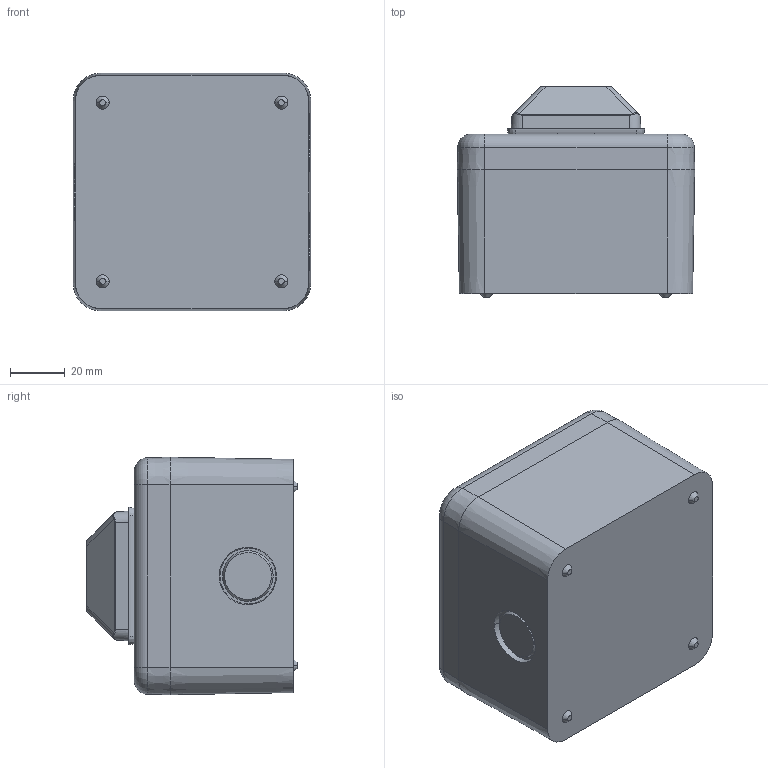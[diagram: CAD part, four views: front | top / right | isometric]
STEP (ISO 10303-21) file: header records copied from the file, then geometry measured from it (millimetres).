
FILE_DESCRIPTION (( 'STEP AP203' ), '1' );
FILE_NAME ('D246-05-201-3D_Issue_A DC Sonora Backbox_defeature.STEP', '2023-03-13T15:18:21', ( '' ), ( '' ), 'SwSTEP 2.0', 'SolidWorks 2022', '' );
FILE_SCHEMA (( 'CONFIG_CONTROL_DESIGN' ));
Length unit declared in the file: millimetre
Products named in the file (1): D246-05-201-3D_Issue_A DC Sonora Backbox_defeature
Bounding box: 86.4 x 76.8 x 86.4 mm (x, y, z)
Volume: 394763.1 mm3; surface area: 51754.5 mm2
Topology: 2 solids, 3 shells, 347 faces, 846 edges, 515 vertices
Faces by surface type: cylinder 124, plane 98, bspline 60, cone 43, torus 16, sphere 6
Entity records: 11770 total; most frequent: CARTESIAN_POINT 4489, ORIENTED_EDGE 1662, DIRECTION 1338, EDGE_CURVE 831, VERTEX_POINT 515, AXIS2_PLACEMENT_3D 507, EDGE_LOOP 372, FACE_OUTER_BOUND 347
